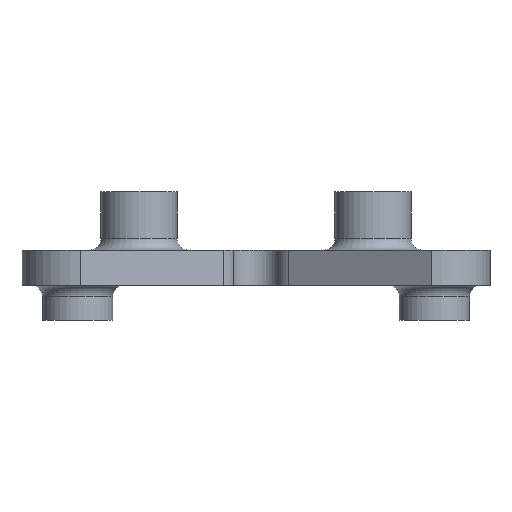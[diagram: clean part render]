
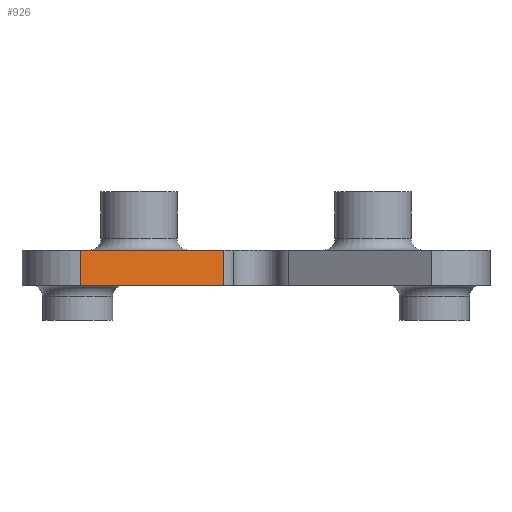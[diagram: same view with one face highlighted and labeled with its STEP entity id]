
A CAD part, left-side view. The second image highlights one B-rep face of the part: STEP entity #926.
In plain terms, the highlighted planar face has unit normal (-0.852, -0.524, 0).
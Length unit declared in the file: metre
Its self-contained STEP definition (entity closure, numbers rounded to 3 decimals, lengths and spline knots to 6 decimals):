
#56=LINE('',#1431,#96);
#66=LINE('',#1510,#106);
#76=LINE('',#1617,#116);
#91=LINE('',#1643,#131);
#96=VECTOR('',#1121,1.);
#106=VECTOR('',#1191,1.);
#116=VECTOR('',#1333,1.);
#131=VECTOR('',#1370,1.);
#321=ORIENTED_EDGE('',*,*,#419,.F.);
#322=ORIENTED_EDGE('',*,*,#473,.T.);
#323=ORIENTED_EDGE('',*,*,#380,.T.);
#324=ORIENTED_EDGE('',*,*,#458,.T.);
#380=EDGE_CURVE('',#495,#494,#56,.T.);
#419=EDGE_CURVE('',#533,#534,#66,.T.);
#458=EDGE_CURVE('',#494,#534,#76,.T.);
#473=EDGE_CURVE('',#533,#495,#91,.F.);
#494=VERTEX_POINT('',#1430);
#495=VERTEX_POINT('',#1432);
#533=VERTEX_POINT('',#1509);
#534=VERTEX_POINT('',#1511);
#739=EDGE_LOOP('',(#321,#322,#323,#324));
#849=FACE_BOUND('',#739,.T.);
#875=PLANE('',#1072);
#926=ADVANCED_FACE('',(#849),#875,.F.);
#1072=AXIS2_PLACEMENT_3D('',#1642,#1368,#1369);
#1121=DIRECTION('',(-0.524,0.852,0.));
#1191=DIRECTION('',(-0.524,0.852,0.));
#1333=DIRECTION('',(0.,0.,-1.));
#1368=DIRECTION('',(0.852,0.524,0.));
#1369=DIRECTION('',(-0.524,0.852,0.));
#1370=DIRECTION('',(0.,0.,-1.));
#1430=CARTESIAN_POINT('',(-0.02,0.015,0.003));
#1431=CARTESIAN_POINT('',(-0.016,0.0085,0.003));
#1432=CARTESIAN_POINT('',(-0.012465,0.002755,0.003));
#1509=CARTESIAN_POINT('',(-0.012465,0.002755,0.));
#1510=CARTESIAN_POINT('',(-0.007811,-0.004807,0.));
#1511=CARTESIAN_POINT('',(-0.02,0.015,0.));
#1617=CARTESIAN_POINT('',(-0.02,0.015,0.));
#1642=CARTESIAN_POINT('',(-0.016,0.0085,-0.001));
#1643=CARTESIAN_POINT('',(-0.012465,0.002755,0.003));
